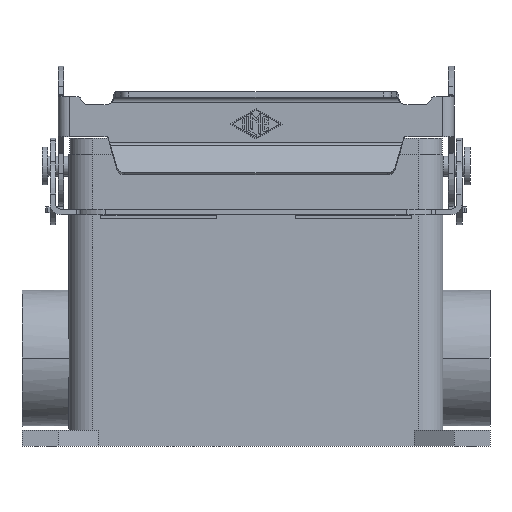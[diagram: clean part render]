
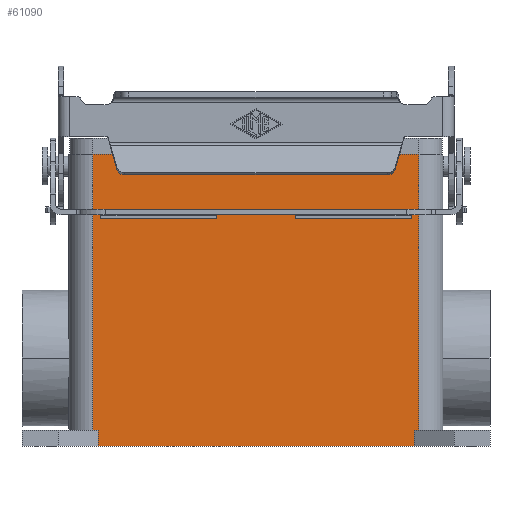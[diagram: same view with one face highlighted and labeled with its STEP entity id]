
A CAD part, front view. The second image highlights one B-rep face of the part: STEP entity #61090.
In plain terms, the highlighted planar face has unit normal (0, -1, 0).
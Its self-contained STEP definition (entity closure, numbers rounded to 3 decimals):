
#26950=CARTESIAN_POINT('',(-40.75,-22.25,3.));
#26960=VERTEX_POINT('',#26950);
#26990=CARTESIAN_POINT('',(-40.75,-22.25,-66.));
#27000=DIRECTION('',(0.,0.,1.));
#27010=VECTOR('',#27000,69.);
#27020=LINE('',#26990,#27010);
#27030=CARTESIAN_POINT('',(-40.75,-22.25,-66.));
#27040=VERTEX_POINT('',#27030);
#27050=EDGE_CURVE('',#27040,#26960,#27020,.T.);
#28550=CARTESIAN_POINT('',(40.75,-22.25,-66.));
#28560=VERTEX_POINT('',#28550);
#28590=CARTESIAN_POINT('',(40.75,-22.25,-66.));
#28600=DIRECTION('',(0.,0.,1.));
#28610=VECTOR('',#28600,69.);
#28620=LINE('',#28590,#28610);
#28630=CARTESIAN_POINT('',(40.75,-22.25,3.));
#28640=VERTEX_POINT('',#28630);
#28650=EDGE_CURVE('',#28560,#28640,#28620,.T.);
#56130=CARTESIAN_POINT('',(40.75,-22.25,3.));
#56140=DIRECTION('',(-1.,0.,0.));
#56150=VECTOR('',#56140,81.5);
#56160=LINE('',#56130,#56150);
#56170=EDGE_CURVE('',#28640,#26960,#56160,.T.);
#56490=CARTESIAN_POINT('',(-39.5,-22.25,-66.));
#56500=DIRECTION('',(-1.,0.,0.));
#56510=VECTOR('',#56500,1.25);
#56520=LINE('',#56490,#56510);
#56530=CARTESIAN_POINT('',(-39.5,-22.25,-66.));
#56540=VERTEX_POINT('',#56530);
#56550=EDGE_CURVE('',#56540,#27040,#56520,.T.);
#57590=CARTESIAN_POINT('',(39.5,-22.25,-66.));
#57600=VERTEX_POINT('',#57590);
#57630=CARTESIAN_POINT('',(40.75,-22.25,-66.));
#57640=DIRECTION('',(-1.,0.,0.));
#57650=VECTOR('',#57640,1.25);
#57660=LINE('',#57630,#57650);
#57670=EDGE_CURVE('',#28560,#57600,#57660,.T.);
#60680=CARTESIAN_POINT('',(39.5,-22.25,-70.));
#60690=VERTEX_POINT('',#60680);
#60720=CARTESIAN_POINT('',(39.5,-22.25,-70.));
#60730=DIRECTION('',(0.,0.,1.));
#60740=VECTOR('',#60730,4.);
#60750=LINE('',#60720,#60740);
#60760=EDGE_CURVE('',#60690,#57600,#60750,.T.);
#60820=CARTESIAN_POINT('',(39.5,-22.25,-70.));
#60830=DIRECTION('',(0.,-1.,0.));
#60840=DIRECTION('',(0.,0.,-1.));
#60850=AXIS2_PLACEMENT_3D('',#60820,#60830,#60840);
#60860=PLANE('',#60850);
#60870=ORIENTED_EDGE('',*,*,#56550,.F.);
#60880=ORIENTED_EDGE('',*,*,#27050,.F.);
#60890=ORIENTED_EDGE('',*,*,#56170,.T.);
#60900=ORIENTED_EDGE('',*,*,#28650,.T.);
#60910=ORIENTED_EDGE('',*,*,#57670,.F.);
#60920=ORIENTED_EDGE('',*,*,#60760,.T.);
#60930=CARTESIAN_POINT('',(39.5,-22.25,-70.));
#60940=DIRECTION('',(-1.,0.,0.));
#60950=VECTOR('',#60940,79.);
#60960=LINE('',#60930,#60950);
#60970=CARTESIAN_POINT('',(-39.5,-22.25,-70.));
#60980=VERTEX_POINT('',#60970);
#60990=EDGE_CURVE('',#60690,#60980,#60960,.T.);
#61000=ORIENTED_EDGE('',*,*,#60990,.F.);
#61010=CARTESIAN_POINT('',(-39.5,-22.25,-70.));
#61020=DIRECTION('',(0.,0.,1.));
#61030=VECTOR('',#61020,4.);
#61040=LINE('',#61010,#61030);
#61050=EDGE_CURVE('',#60980,#56540,#61040,.T.);
#61060=ORIENTED_EDGE('',*,*,#61050,.F.);
#61070=EDGE_LOOP('',(#61060,#61000,#60920,#60910,#60900,#60890,#60880,
#60870));
#61080=FACE_OUTER_BOUND('',#61070,.T.);
#61090=ADVANCED_FACE('',(#61080),#60860,.T.);
